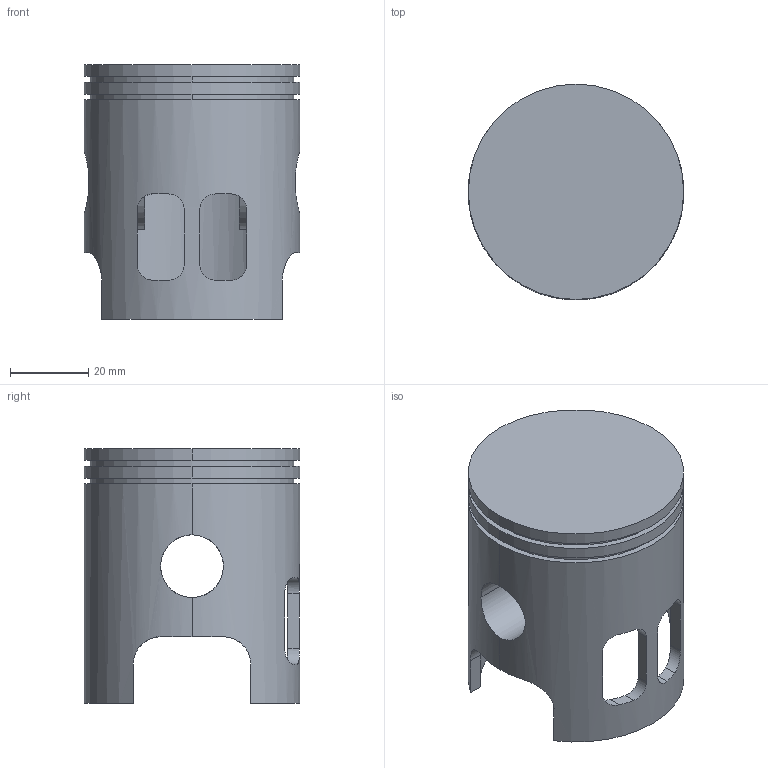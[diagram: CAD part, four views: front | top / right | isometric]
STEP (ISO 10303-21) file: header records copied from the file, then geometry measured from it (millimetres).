
FILE_DESCRIPTION((''),'2;1');
FILE_NAME('piston.stp','2004-06-14T18:56:28',('jcugnoni'),(''),'Autodesk Inventor 8','Autodesk Inventor 8','');
FILE_SCHEMA(('AUTOMOTIVE_DESIGN { 1 0 10303 214 1 1 1 1 }'));
Length unit declared in the file: millimetre
Products named in the file (1): piston
Bounding box: 55 x 55 x 65 mm (x, y, z)
Volume: 38438 mm3; surface area: 26123.7 mm2
Topology: 1 solids, 1 shells, 56 faces, 160 edges, 108 vertices
Faces by surface type: cylinder 32, plane 24
Entity records: 2199 total; most frequent: CARTESIAN_POINT 717, ORIENTED_EDGE 320, DIRECTION 286, EDGE_CURVE 160, AXIS2_PLACEMENT_3D 109, VERTEX_POINT 108, VECTOR 68, LINE 68
